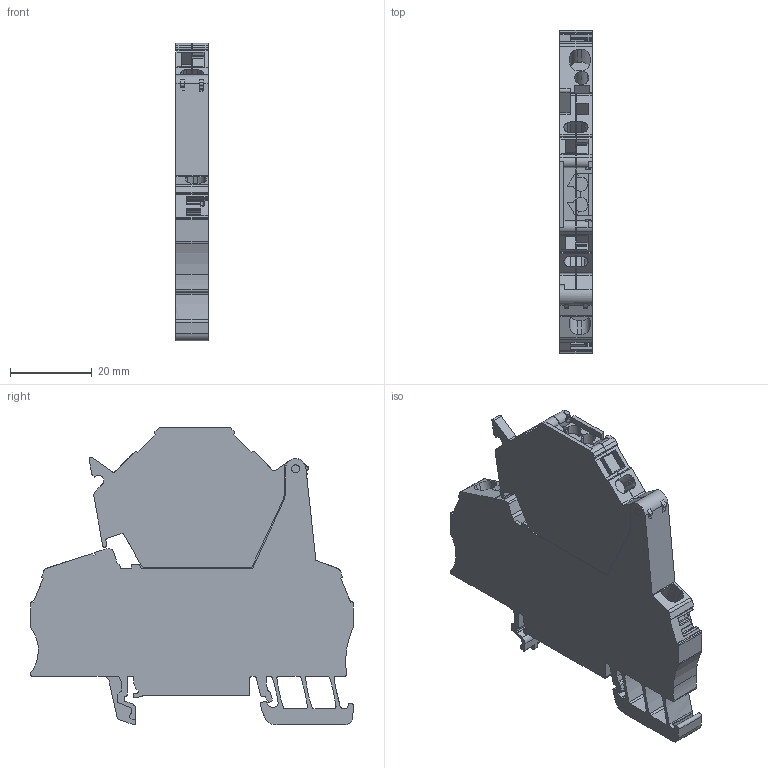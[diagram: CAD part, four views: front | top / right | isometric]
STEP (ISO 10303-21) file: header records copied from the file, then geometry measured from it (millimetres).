
FILE_DESCRIPTION(('CATIA V5 STEP Exchange','CAx-IF Rec.Pracs.--- Model Styling and Organization---1.4--- 2014-01-23'),'2;1');
FILE_NAME ('D1456480_1', '2021-04-14T04:59:21+00:00', ('none'), ('Weidmueller'), 'CATIA Version 5-6 Release 2016 SP3 HF44', 'CATIA V5 STEP AP214', 'none');
FILE_SCHEMA(('AUTOMOTIVE_DESIGN { 1 0 10303 214 1 1 1 1 }'));
Length unit declared in the file: millimetre
Products named in the file (1): 1799470000
Bounding box: 7.9 x 79.05 x 72.85 mm (x, y, z)
Volume: 27007.5 mm3; surface area: 17001 mm2
Topology: 1 solids, 3 shells, 665 faces, 1981 edges, 1321 vertices
Faces by surface type: plane 428, cylinder 220, cone 10, extrusion 4, bspline 3
Entity records: 22361 total; most frequent: CARTESIAN_POINT 4243, ORIENTED_EDGE 3962, DIRECTION 3056, EDGE_CURVE 1981, VECTOR 1475, LINE 1471, VERTEX_POINT 1321, AXIS2_PLACEMENT_3D 1022
